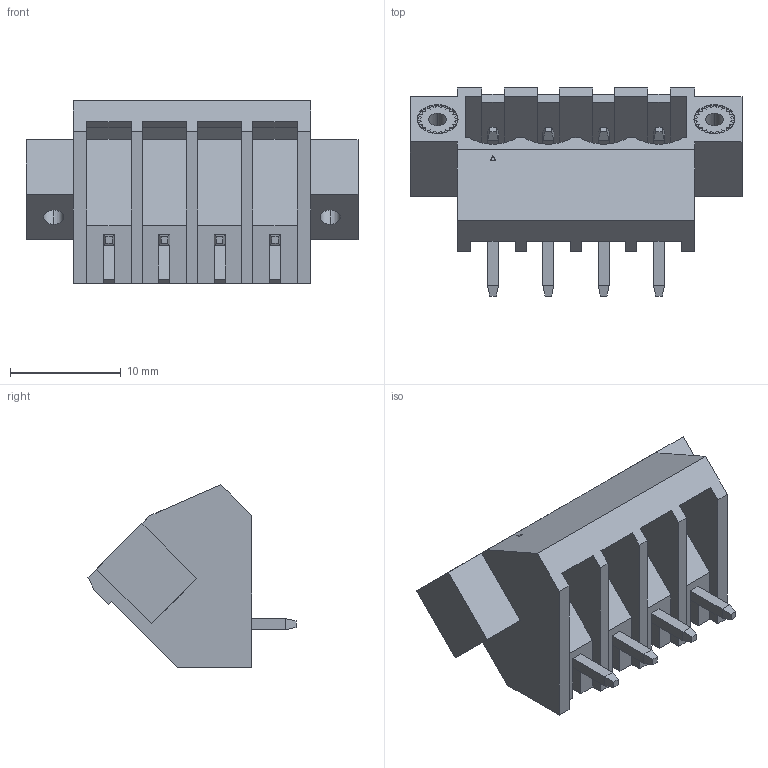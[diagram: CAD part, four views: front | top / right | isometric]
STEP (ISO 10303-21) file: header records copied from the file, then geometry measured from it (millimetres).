
FILE_DESCRIPTION (( 'STEP AP214' ), '1' );
FILE_NAME ('2EDGLM-5.0-04P-14-00AH.STEP', '2021-03-06T23:52:15', ( '' ), ( '' ), 'SwSTEP 2.0', 'SolidWorks 2020', '' );
FILE_SCHEMA (( 'AUTOMOTIVE_DESIGN' ));
Length unit declared in the file: millimetre
Products named in the file (1): 2EDGLM-5.0-04P-14-00AH
Bounding box: 30 x 18.8 x 16.5 mm (x, y, z)
Volume: 1952.8 mm3; surface area: 3357.6 mm2
Topology: 1 solids, 1 shells, 754 faces, 2024 edges, 1316 vertices
Faces by surface type: plane 569, bspline 129, cylinder 36, cone 12, torus 8
Entity records: 35270 total; most frequent: CARTESIAN_POINT 11960, ORIENTED_EDGE 4048, DIRECTION 3098, EDGE_CURVE 2024, VECTOR 1510, LINE 1510, VERTEX_POINT 1316, EDGE_LOOP 802
